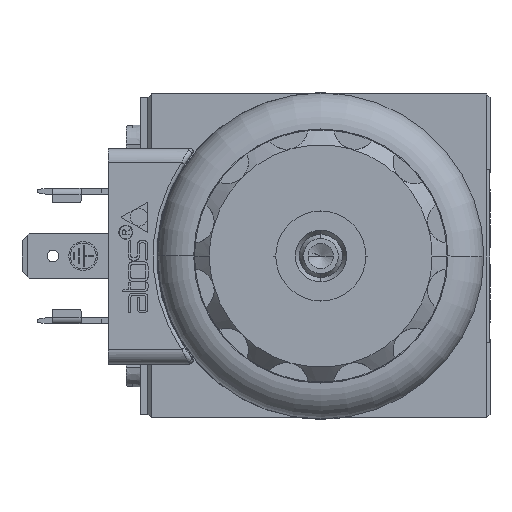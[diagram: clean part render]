
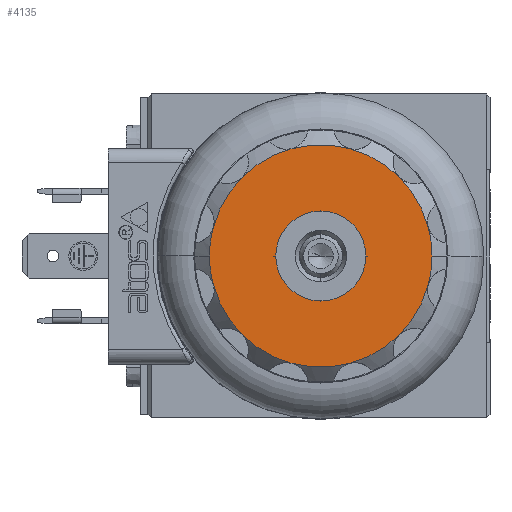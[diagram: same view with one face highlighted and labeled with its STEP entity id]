
A CAD part, left-side view. The second image highlights one B-rep face of the part: STEP entity #4135.
In plain terms, the highlighted planar face has unit normal (-1, 0, 0).
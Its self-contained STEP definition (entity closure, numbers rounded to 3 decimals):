
#4135=ADVANCED_FACE('',(#10676,#10677),#10678,.F.);
#10676=FACE_OUTER_BOUND('',#53090,.T.);
#10677=FACE_BOUND('',#53091,.T.);
#10678=PLANE('',#53092);
#53090=EDGE_LOOP('',(#80812,#80813,#80814,#80815,#80816,#80817,#80818,#80819,#80820,#80821,#80822,#80823,#80824,#80825));
#53091=EDGE_LOOP('',(#80826,#80827));
#53092=AXIS2_PLACEMENT_3D('',#80828,#80829,#80830);
#80812=ORIENTED_EDGE('',*,*,#94986,.T.);
#80813=ORIENTED_EDGE('',*,*,#95025,.T.);
#80814=ORIENTED_EDGE('',*,*,#95026,.T.);
#80815=ORIENTED_EDGE('',*,*,#95027,.T.);
#80816=ORIENTED_EDGE('',*,*,#95028,.T.);
#80817=ORIENTED_EDGE('',*,*,#95029,.T.);
#80818=ORIENTED_EDGE('',*,*,#95030,.T.);
#80819=ORIENTED_EDGE('',*,*,#95031,.T.);
#80820=ORIENTED_EDGE('',*,*,#94984,.T.);
#80821=ORIENTED_EDGE('',*,*,#95032,.T.);
#80822=ORIENTED_EDGE('',*,*,#95033,.T.);
#80823=ORIENTED_EDGE('',*,*,#95034,.T.);
#80824=ORIENTED_EDGE('',*,*,#95035,.T.);
#80825=ORIENTED_EDGE('',*,*,#95036,.T.);
#80826=ORIENTED_EDGE('',*,*,#95021,.T.);
#80827=ORIENTED_EDGE('',*,*,#95024,.T.);
#80828=CARTESIAN_POINT('',(-108.0,11.15,0.));
#80829=DIRECTION('',(1.0,0.,0.0));
#80830=DIRECTION('',(0.,1.0,0.0));
#94984=EDGE_CURVE('',#109663,#109667,#109669,.T.);
#94986=EDGE_CURVE('',#109673,#109670,#109674,.T.);
#95021=EDGE_CURVE('',#109732,#109733,#109734,.T.);
#95024=EDGE_CURVE('',#109733,#109732,#109737,.T.);
#95025=EDGE_CURVE('',#109670,#109738,#109739,.T.);
#95026=EDGE_CURVE('',#109738,#109740,#109741,.T.);
#95027=EDGE_CURVE('',#109740,#109742,#109743,.T.);
#95028=EDGE_CURVE('',#109742,#109744,#109745,.T.);
#95029=EDGE_CURVE('',#109744,#109746,#109747,.T.);
#95030=EDGE_CURVE('',#109746,#109748,#109749,.T.);
#95031=EDGE_CURVE('',#109748,#109663,#109750,.T.);
#95032=EDGE_CURVE('',#109667,#109751,#109752,.T.);
#95033=EDGE_CURVE('',#109751,#109753,#109754,.T.);
#95034=EDGE_CURVE('',#109753,#109755,#109756,.T.);
#95035=EDGE_CURVE('',#109755,#109757,#109758,.T.);
#95036=EDGE_CURVE('',#109757,#109673,#109759,.T.);
#109663=VERTEX_POINT('',#148150);
#109667=VERTEX_POINT('',#148155);
#109669=CIRCLE('',#148175,15.45);
#109670=VERTEX_POINT('',#148176);
#109673=VERTEX_POINT('',#148180);
#109674=CIRCLE('',#148181,15.45);
#109732=VERTEX_POINT('',#148267);
#109733=VERTEX_POINT('',#148268);
#109734=CIRCLE('',#148269,6.25);
#109737=CIRCLE('',#148274,6.25);
#109738=VERTEX_POINT('',#148275);
#109739=CIRCLE('',#148276,15.45);
#109740=VERTEX_POINT('',#148277);
#109741=CIRCLE('',#148278,15.45);
#109742=VERTEX_POINT('',#148279);
#109743=CIRCLE('',#148280,15.45);
#109744=VERTEX_POINT('',#148281);
#109745=CIRCLE('',#148282,15.45);
#109746=VERTEX_POINT('',#148283);
#109747=CIRCLE('',#148284,15.45);
#109748=VERTEX_POINT('',#148285);
#109749=CIRCLE('',#148286,15.45);
#109750=CIRCLE('',#148287,15.45);
#109751=VERTEX_POINT('',#148288);
#109752=CIRCLE('',#148289,15.45);
#109753=VERTEX_POINT('',#148290);
#109754=CIRCLE('',#148291,15.45);
#109755=VERTEX_POINT('',#148292);
#109756=CIRCLE('',#148293,15.45);
#109757=VERTEX_POINT('',#148294);
#109758=CIRCLE('',#148295,15.45);
#109759=CIRCLE('',#148296,15.45);
#148150=CARTESIAN_POINT('',(-108.0,15.45,0.));
#148155=CARTESIAN_POINT('',(-108.0,14.924,-3.999));
#148175=AXIS2_PLACEMENT_3D('',#166872,#166873,#166874);
#148176=CARTESIAN_POINT('',(-108.0,-15.45,0.));
#148180=CARTESIAN_POINT('',(-108.0,-14.924,-3.999));
#148181=AXIS2_PLACEMENT_3D('',#166876,#166877,#166878);
#148267=CARTESIAN_POINT('',(-108.0,6.25,0.));
#148268=CARTESIAN_POINT('',(-108.0,-6.25,0.));
#148269=AXIS2_PLACEMENT_3D('',#166958,#166959,#166960);
#148274=AXIS2_PLACEMENT_3D('',#166963,#166964,#166965);
#148275=CARTESIAN_POINT('',(-108.0,-14.924,3.999));
#148276=AXIS2_PLACEMENT_3D('',#166966,#166967,#166968);
#148277=CARTESIAN_POINT('',(-108.0,-10.925,10.925));
#148278=AXIS2_PLACEMENT_3D('',#166969,#166970,#166971);
#148279=CARTESIAN_POINT('',(-108.0,-3.999,14.924));
#148280=AXIS2_PLACEMENT_3D('',#166972,#166973,#166974);
#148281=CARTESIAN_POINT('',(-108.0,3.999,14.924));
#148282=AXIS2_PLACEMENT_3D('',#166975,#166976,#166977);
#148283=CARTESIAN_POINT('',(-108.0,10.925,10.925));
#148284=AXIS2_PLACEMENT_3D('',#166978,#166979,#166980);
#148285=CARTESIAN_POINT('',(-108.0,14.924,3.999));
#148286=AXIS2_PLACEMENT_3D('',#166981,#166982,#166983);
#148287=AXIS2_PLACEMENT_3D('',#166984,#166985,#166986);
#148288=CARTESIAN_POINT('',(-108.0,10.925,-10.925));
#148289=AXIS2_PLACEMENT_3D('',#166987,#166988,#166989);
#148290=CARTESIAN_POINT('',(-108.0,3.999,-14.924));
#148291=AXIS2_PLACEMENT_3D('',#166990,#166991,#166992);
#148292=CARTESIAN_POINT('',(-108.0,-3.999,-14.924));
#148293=AXIS2_PLACEMENT_3D('',#166993,#166994,#166995);
#148294=CARTESIAN_POINT('',(-108.0,-10.925,-10.925));
#148295=AXIS2_PLACEMENT_3D('',#166996,#166997,#166998);
#148296=AXIS2_PLACEMENT_3D('',#166999,#167000,#167001);
#166872=CARTESIAN_POINT('',(-108.0,0.,0.));
#166873=DIRECTION('',(-1.0,0.0,0.0));
#166874=DIRECTION('',(0.0,0.966,0.259));
#166876=CARTESIAN_POINT('',(-108.0,0.,0.));
#166877=DIRECTION('',(-1.0,-0.0,0.0));
#166878=DIRECTION('',(0.0,-0.966,-0.259));
#166958=CARTESIAN_POINT('',(-108.0,0.,0.));
#166959=DIRECTION('',(1.0,0.,0.));
#166960=DIRECTION('',(0.,1.0,0.));
#166963=CARTESIAN_POINT('',(-108.0,0.,0.));
#166964=DIRECTION('',(1.0,0.,0.0));
#166965=DIRECTION('',(0.,-1.0,0.));
#166966=CARTESIAN_POINT('',(-108.0,0.,0.));
#166967=DIRECTION('',(-1.0,-0.0,0.0));
#166968=DIRECTION('',(0.0,-0.966,-0.259));
#166969=CARTESIAN_POINT('',(-108.0,0.,0.));
#166970=DIRECTION('',(-1.0,0.0,0.0));
#166971=DIRECTION('',(0.0,-0.966,0.259));
#166972=CARTESIAN_POINT('',(-108.0,0.,0.));
#166973=DIRECTION('',(-1.0,0.0,0.0));
#166974=DIRECTION('',(0.0,-0.707,0.707));
#166975=CARTESIAN_POINT('',(-108.0,0.,0.));
#166976=DIRECTION('',(-1.0,0.0,0.0));
#166977=DIRECTION('',(0.0,-0.259,0.966));
#166978=CARTESIAN_POINT('',(-108.0,0.,0.));
#166979=DIRECTION('',(-1.0,0.0,0.0));
#166980=DIRECTION('',(0.0,0.259,0.966));
#166981=CARTESIAN_POINT('',(-108.0,0.,0.));
#166982=DIRECTION('',(-1.0,0.0,0.0));
#166983=DIRECTION('',(0.0,0.707,0.707));
#166984=CARTESIAN_POINT('',(-108.0,0.,0.));
#166985=DIRECTION('',(-1.0,0.0,0.0));
#166986=DIRECTION('',(0.0,0.966,0.259));
#166987=CARTESIAN_POINT('',(-108.0,0.,0.));
#166988=DIRECTION('',(-1.0,0.0,0.0));
#166989=DIRECTION('',(0.0,0.966,-0.259));
#166990=CARTESIAN_POINT('',(-108.0,0.,0.));
#166991=DIRECTION('',(-1.0,0.0,0.0));
#166992=DIRECTION('',(0.0,0.707,-0.707));
#166993=CARTESIAN_POINT('',(-108.0,0.,0.));
#166994=DIRECTION('',(-1.0,0.0,0.0));
#166995=DIRECTION('',(0.0,0.259,-0.966));
#166996=CARTESIAN_POINT('',(-108.0,0.,0.));
#166997=DIRECTION('',(-1.0,-0.0,0.0));
#166998=DIRECTION('',(0.0,-0.259,-0.966));
#166999=CARTESIAN_POINT('',(-108.0,0.,0.));
#167000=DIRECTION('',(-1.0,-0.0,0.0));
#167001=DIRECTION('',(0.0,-0.707,-0.707));
